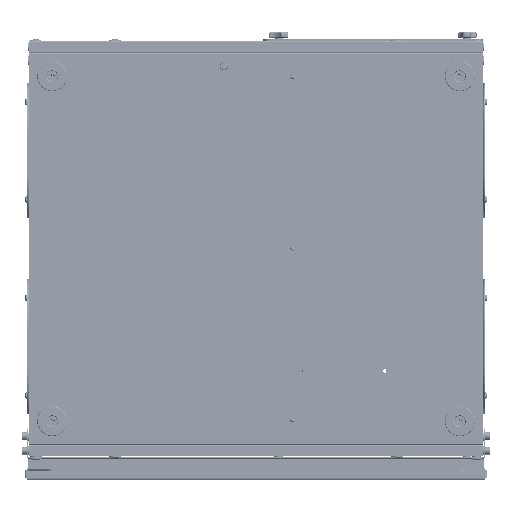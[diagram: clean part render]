
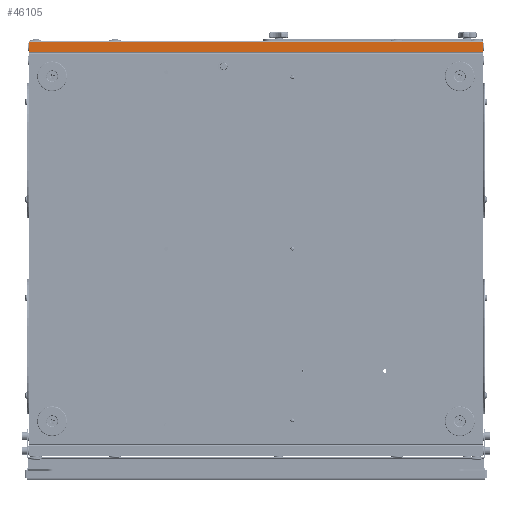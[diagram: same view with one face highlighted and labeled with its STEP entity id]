
A CAD part, front view. The second image highlights one B-rep face of the part: STEP entity #46105.
In plain terms, the highlighted planar face has unit normal (0, -1, 0).
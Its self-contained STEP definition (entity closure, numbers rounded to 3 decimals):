
#4022 = DIRECTION ( 'NONE',  ( 0., 0., -1. ) ) ;
#6247 = ORIENTED_EDGE ( 'NONE', *, *, #110172, .T. ) ;
#8131 = CARTESIAN_POINT ( 'NONE',  ( -289.023, -397.5, 13.15 ) ) ;
#9768 = VECTOR ( 'NONE', #116434, 1000. ) ;
#14831 = VECTOR ( 'NONE', #19391, 1000. ) ;
#16597 = VERTEX_POINT ( 'NONE', #87207 ) ;
#19391 = DIRECTION ( 'NONE',  ( 1., 0., 0. ) ) ;
#22809 = VECTOR ( 'NONE', #132721, 1000. ) ;
#24312 = EDGE_LOOP ( 'NONE', ( #98430, #25466, #98513, #6247 ) ) ;
#25466 = ORIENTED_EDGE ( 'NONE', *, *, #50211, .F. ) ;
#25745 = EDGE_CURVE ( 'NONE', #131112, #69832, #68972, .T. ) ;
#28806 = LINE ( 'NONE', #30559, #14831 ) ;
#30559 = CARTESIAN_POINT ( 'NONE',  ( -4265., -397.5, 0.25 ) ) ;
#37564 = VERTEX_POINT ( 'NONE', #92860 ) ;
#38459 = CARTESIAN_POINT ( 'NONE',  ( -289.023, -397.5, 13.15 ) ) ;
#46105 = ADVANCED_FACE ( 'NONE', ( #62920 ), #100951, .T. ) ;
#50211 = EDGE_CURVE ( 'NONE', #131112, #37564, #62943, .T. ) ;
#55583 = CARTESIAN_POINT ( 'NONE',  ( -4265., -397.5, 13.15 ) ) ;
#57294 = AXIS2_PLACEMENT_3D ( 'NONE', #55583, #134564, #133629 ) ;
#57912 = EDGE_CURVE ( 'NONE', #16597, #37564, #123239, .T. ) ;
#62920 = FACE_OUTER_BOUND ( 'NONE', #24312, .T. ) ;
#62943 = LINE ( 'NONE', #65962, #22809 ) ;
#65962 = CARTESIAN_POINT ( 'NONE',  ( -4265., -397.5, 13.15 ) ) ;
#68972 = LINE ( 'NONE', #38459, #116121 ) ;
#69832 = VERTEX_POINT ( 'NONE', #74654 ) ;
#74654 = CARTESIAN_POINT ( 'NONE',  ( -289.023, -397.5, 0.25 ) ) ;
#87207 = CARTESIAN_POINT ( 'NONE',  ( 289.023, -397.5, 0.25 ) ) ;
#92860 = CARTESIAN_POINT ( 'NONE',  ( 289.023, -397.5, 13.15 ) ) ;
#98430 = ORIENTED_EDGE ( 'NONE', *, *, #57912, .T. ) ;
#98513 = ORIENTED_EDGE ( 'NONE', *, *, #25745, .T. ) ;
#100951 = PLANE ( 'NONE',  #57294 ) ;
#105678 = CARTESIAN_POINT ( 'NONE',  ( 289.023, -397.5, 13.15 ) ) ;
#110172 = EDGE_CURVE ( 'NONE', #69832, #16597, #28806, .T. ) ;
#116121 = VECTOR ( 'NONE', #4022, 1000. ) ;
#116434 = DIRECTION ( 'NONE',  ( 0., 0., 1. ) ) ;
#123239 = LINE ( 'NONE', #105678, #9768 ) ;
#131112 = VERTEX_POINT ( 'NONE', #8131 ) ;
#132721 = DIRECTION ( 'NONE',  ( 1., 0., 0. ) ) ;
#133629 = DIRECTION ( 'NONE',  ( 0., 0., 1. ) ) ;
#134564 = DIRECTION ( 'NONE',  ( 0., -1., 0. ) ) ;
